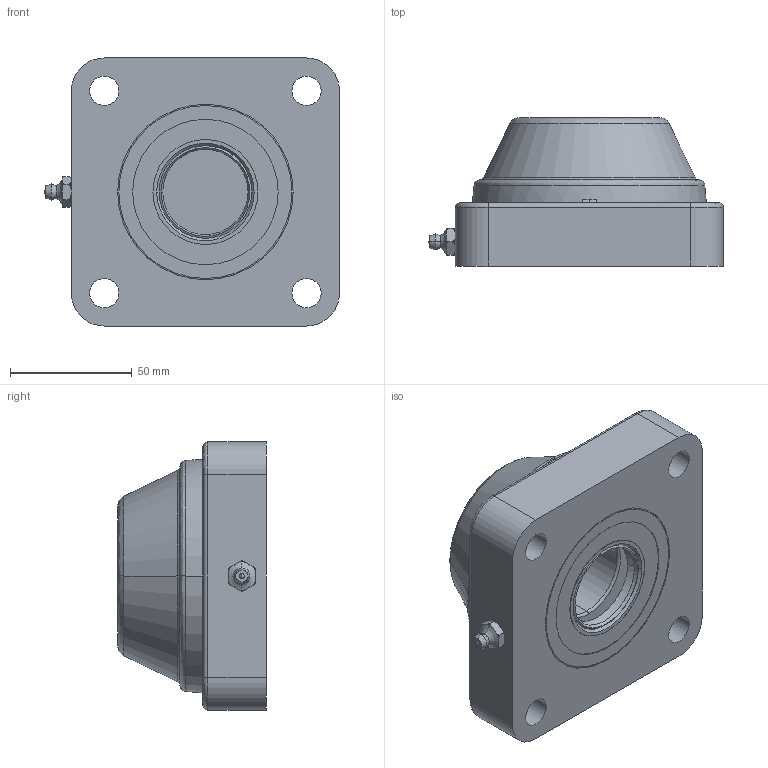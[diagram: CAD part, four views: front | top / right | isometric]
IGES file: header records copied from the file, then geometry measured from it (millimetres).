
Start section:  PTC IGES file: b0000680522.igs
Global section: file name: b0000680522.igs; native system: Pro/ENGINEER by Parametric Technology Corporation; preprocessor: 2009380; author: RCRU51; organization: Rex Nord Marbet spa; date: 20100416.173649; units: millimetre
Bounding box: 121 x 61 x 110 mm (x, y, z)
Surface area: 84036.7 mm2 (no closed solid volume)
Topology: 0 solids, 0 shells, 299 faces, 1426 edges, 1424 vertices
Faces by surface type: revolution 186, bspline 113
